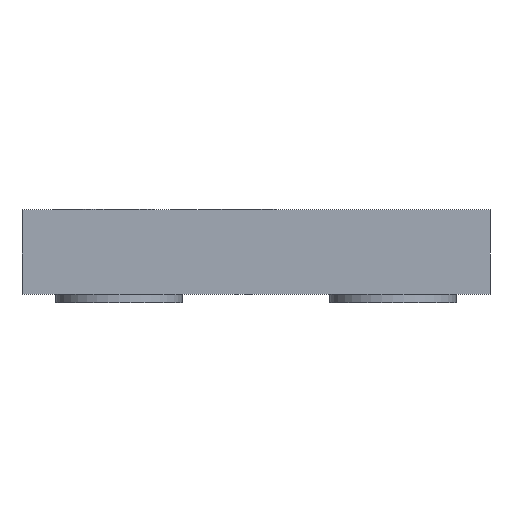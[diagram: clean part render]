
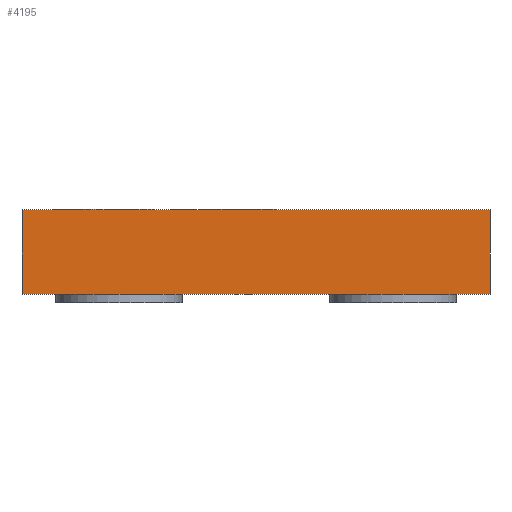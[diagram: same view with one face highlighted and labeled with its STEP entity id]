
A CAD part, front view. The second image highlights one B-rep face of the part: STEP entity #4195.
In plain terms, the highlighted planar face has unit normal (0, -1, 0).
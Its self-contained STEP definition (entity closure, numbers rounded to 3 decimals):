
#52 = VERTEX_POINT ( 'NONE', #6102 ) ;
#158 = CARTESIAN_POINT ( 'NONE',  ( 0.555, -1.08, 0. ) ) ;
#393 = VERTEX_POINT ( 'NONE', #1523 ) ;
#1168 = CARTESIAN_POINT ( 'NONE',  ( 0.555, -1.08, 0.2 ) ) ;
#1523 = CARTESIAN_POINT ( 'NONE',  ( 0.555, -1.08, 0.2 ) ) ;
#1745 = EDGE_CURVE ( 'NONE', #393, #2912, #3873, .T. ) ;
#2147 = ORIENTED_EDGE ( 'NONE', *, *, #2548, .T. ) ;
#2167 = CARTESIAN_POINT ( 'NONE',  ( -0.555, -1.08, 0. ) ) ;
#2548 = EDGE_CURVE ( 'NONE', #5058, #2912, #4509, .T. ) ;
#2891 = ORIENTED_EDGE ( 'NONE', *, *, #6361, .T. ) ;
#2912 = VERTEX_POINT ( 'NONE', #158 ) ;
#3009 = EDGE_LOOP ( 'NONE', ( #2147, #10728, #8294, #2891 ) ) ;
#3466 = CARTESIAN_POINT ( 'NONE',  ( -0.555, -1.08, 0.2 ) ) ;
#3873 = LINE ( 'NONE', #1168, #6811 ) ;
#4195 = ADVANCED_FACE ( 'NONE', ( #9846 ), #5844, .F. ) ;
#4217 = LINE ( 'NONE', #3466, #6123 ) ;
#4429 = LINE ( 'NONE', #9871, #5758 ) ;
#4509 = LINE ( 'NONE', #11857, #10000 ) ;
#5058 = VERTEX_POINT ( 'NONE', #2167 ) ;
#5343 = DIRECTION ( 'NONE',  ( 1., 0., 0. ) ) ;
#5758 = VECTOR ( 'NONE', #10971, 1000. ) ;
#5844 = PLANE ( 'NONE',  #10626 ) ;
#6102 = CARTESIAN_POINT ( 'NONE',  ( -0.555, -1.08, 0.2 ) ) ;
#6123 = VECTOR ( 'NONE', #6152, 1000. ) ;
#6152 = DIRECTION ( 'NONE',  ( 1., 0., 0. ) ) ;
#6215 = CARTESIAN_POINT ( 'NONE',  ( -0.555, -1.08, 0.2 ) ) ;
#6338 = DIRECTION ( 'NONE',  ( 0., 1., 0. ) ) ;
#6361 = EDGE_CURVE ( 'NONE', #52, #5058, #4429, .T. ) ;
#6811 = VECTOR ( 'NONE', #6832, 1000. ) ;
#6832 = DIRECTION ( 'NONE',  ( 0., 0., -1. ) ) ;
#8294 = ORIENTED_EDGE ( 'NONE', *, *, #11448, .F. ) ;
#9846 = FACE_OUTER_BOUND ( 'NONE', #3009, .T. ) ;
#9871 = CARTESIAN_POINT ( 'NONE',  ( -0.555, -1.08, 0.2 ) ) ;
#9904 = DIRECTION ( 'NONE',  ( 0., 0., 1. ) ) ;
#10000 = VECTOR ( 'NONE', #5343, 1000. ) ;
#10626 = AXIS2_PLACEMENT_3D ( 'NONE', #6215, #6338, #9904 ) ;
#10728 = ORIENTED_EDGE ( 'NONE', *, *, #1745, .F. ) ;
#10971 = DIRECTION ( 'NONE',  ( 0., 0., -1. ) ) ;
#11448 = EDGE_CURVE ( 'NONE', #52, #393, #4217, .T. ) ;
#11857 = CARTESIAN_POINT ( 'NONE',  ( -0.555, -1.08, 0. ) ) ;
